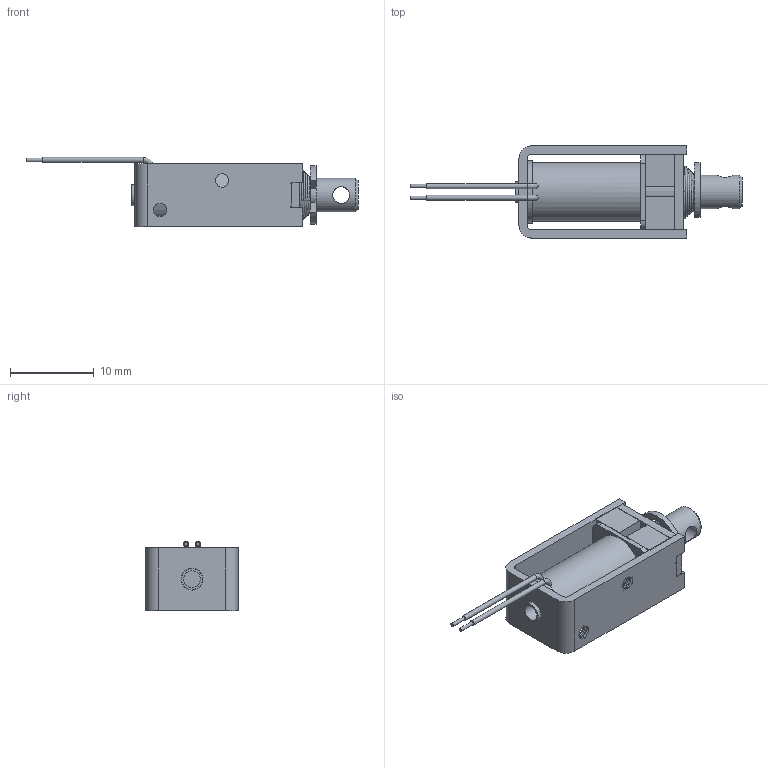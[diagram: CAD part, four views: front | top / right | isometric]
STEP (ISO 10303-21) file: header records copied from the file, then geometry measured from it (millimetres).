
FILE_DESCRIPTION(/* description */ ('Unknown'),/* implementation_level */ '2;1');
FILE_NAME(/* name */ 'K0420L',/* time_stamp */ '2019-06-10T13:02:21+02:00',/* author */ ('Unknown'),/* organization */ ('Unknown'),/* preprocessor_version */ 'ST-DEVELOPER v16.7',/* originating_system */ 'DEX',/* authorisation */ $);
FILE_SCHEMA (('AUTOMOTIVE_DESIGN {1 0 10303 214 3 1 1}'));
Length unit declared in the file: millimetre
Products named in the file (10): K0420L; DA040161; BD130701; K0420下出線; DD04208R; BD031064壓縮1.4mm; K0420L可動(標); DE040015; BD020301; DF041028
Assembly tree (10 placements, depth 2):
  K0420L
    DA040161
    BD130701  x2
    K0420下出線
    DD04208R
    BD031064壓縮1.4mm
    K0420L可動(標)
    DE040015
    BD020301
    DF041028
Bounding box: 39.6 x 11 x 8.25 mm (x, y, z)
Volume: 1238.9 mm3; surface area: 3014.1 mm2
Topology: 10 solids, 10 shells, 146 faces, 343 edges, 223 vertices
Faces by surface type: plane 81, cylinder 46, cone 15, torus 3, bspline 1
Full cylindrical faces by diameter (mm): 0.4 x2, 0.6 x2, 1.6 x4, 2 x2, 2.5 x1, 2.6 x1, 3 x1, 4 x3, 4.2 x1, 4.6 x1, 4.7 x2, 7 x1, 7.4 x1
Entity records: 5718 total; most frequent: CARTESIAN_POINT 2370, DIRECTION 670, ORIENTED_EDGE 554, EDGE_CURVE 277, AXIS2_PLACEMENT_3D 253, EDGE_LOOP 206, FACE_BOUND 206, VERTEX_POINT 205
